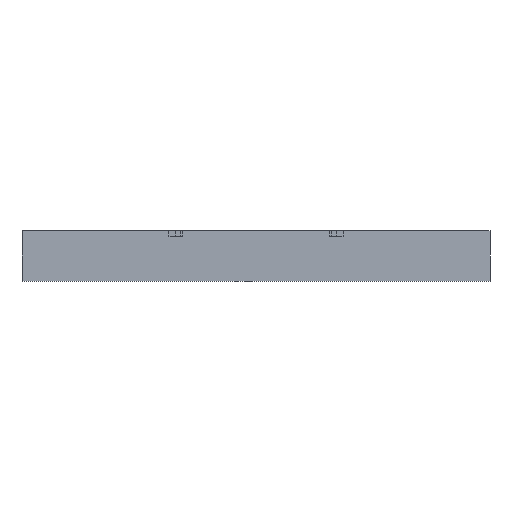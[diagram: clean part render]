
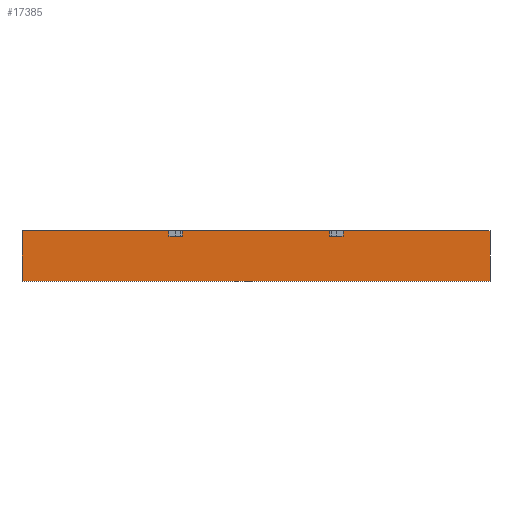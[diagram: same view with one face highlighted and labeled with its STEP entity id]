
A CAD part, front view. The second image highlights one B-rep face of the part: STEP entity #17385.
In plain terms, the highlighted planar face has unit normal (0, -1, 0).
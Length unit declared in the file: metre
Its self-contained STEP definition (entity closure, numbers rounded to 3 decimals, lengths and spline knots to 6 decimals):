
#2196=ORIENTED_EDGE('',*,*,#6638,.F.);
#2197=ORIENTED_EDGE('',*,*,#6639,.F.);
#2198=ORIENTED_EDGE('',*,*,#6640,.T.);
#2199=ORIENTED_EDGE('',*,*,#6190,.F.);
#2200=ORIENTED_EDGE('',*,*,#6641,.F.);
#2201=ORIENTED_EDGE('',*,*,#6642,.F.);
#2202=ORIENTED_EDGE('',*,*,#6643,.T.);
#2203=ORIENTED_EDGE('',*,*,#6181,.F.);
#2204=ORIENTED_EDGE('',*,*,#6644,.T.);
#2205=ORIENTED_EDGE('',*,*,#6645,.T.);
#2206=ORIENTED_EDGE('',*,*,#6646,.F.);
#2207=ORIENTED_EDGE('',*,*,#6177,.F.);
#6177=EDGE_CURVE('',#8395,#8396,#10201,.T.);
#6181=EDGE_CURVE('',#8399,#8400,#10205,.T.);
#6190=EDGE_CURVE('',#8405,#8406,#10214,.T.);
#6638=EDGE_CURVE('',#8758,#8395,#10658,.T.);
#6639=EDGE_CURVE('',#8759,#8758,#10659,.T.);
#6640=EDGE_CURVE('',#8759,#8406,#10660,.T.);
#6641=EDGE_CURVE('',#8760,#8405,#10661,.T.);
#6642=EDGE_CURVE('',#8761,#8760,#10662,.T.);
#6643=EDGE_CURVE('',#8761,#8400,#10663,.T.);
#6644=EDGE_CURVE('',#8399,#8762,#10664,.T.);
#6645=EDGE_CURVE('',#8762,#8763,#10665,.T.);
#6646=EDGE_CURVE('',#8396,#8763,#10666,.T.);
#8395=VERTEX_POINT('',#26269);
#8396=VERTEX_POINT('',#26271);
#8399=VERTEX_POINT('',#26277);
#8400=VERTEX_POINT('',#26279);
#8405=VERTEX_POINT('',#26292);
#8406=VERTEX_POINT('',#26294);
#8758=VERTEX_POINT('',#27095);
#8759=VERTEX_POINT('',#27097);
#8760=VERTEX_POINT('',#27100);
#8761=VERTEX_POINT('',#27102);
#8762=VERTEX_POINT('',#27105);
#8763=VERTEX_POINT('',#27107);
#10201=LINE('',#26270,#12601);
#10205=LINE('',#26278,#12605);
#10214=LINE('',#26293,#12614);
#10658=LINE('',#27094,#13058);
#10659=LINE('',#27096,#13059);
#10660=LINE('',#27098,#13060);
#10661=LINE('',#27099,#13061);
#10662=LINE('',#27101,#13062);
#10663=LINE('',#27103,#13063);
#10664=LINE('',#27104,#13064);
#10665=LINE('',#27106,#13065);
#10666=LINE('',#27108,#13066);
#12601=VECTOR('',#21062,1.);
#12605=VECTOR('',#21066,1.);
#12614=VECTOR('',#21075,1.);
#13058=VECTOR('',#21529,1.);
#13059=VECTOR('',#21530,1.);
#13060=VECTOR('',#21531,1.);
#13061=VECTOR('',#21532,1.);
#13062=VECTOR('',#21533,1.);
#13063=VECTOR('',#21534,1.);
#13064=VECTOR('',#21535,1.);
#13065=VECTOR('',#21536,1.);
#13066=VECTOR('',#21537,1.);
#14203=EDGE_LOOP('',(#2196,#2197,#2198,#2199,#2200,#2201,#2202,#2203,#2204,
#2205,#2206,#2207));
#15393=FACE_BOUND('',#14203,.T.);
#16397=PLANE('',#18398);
#17385=ADVANCED_FACE('',(#15393),#16397,.F.);
#18398=AXIS2_PLACEMENT_3D('',#27093,#21527,#21528);
#21062=DIRECTION('',(1.,0.,0.));
#21066=DIRECTION('',(1.,0.,0.));
#21075=DIRECTION('',(1.,0.,0.));
#21527=DIRECTION('',(0.,1.,0.));
#21528=DIRECTION('',(0.,0.,1.));
#21529=DIRECTION('',(0.,0.,1.));
#21530=DIRECTION('',(1.,0.,0.));
#21531=DIRECTION('',(0.,0.,1.));
#21532=DIRECTION('',(0.,0.,1.));
#21533=DIRECTION('',(1.,0.,0.));
#21534=DIRECTION('',(0.,0.,1.));
#21535=DIRECTION('',(0.,0.,-1.));
#21536=DIRECTION('',(1.,0.,0.));
#21537=DIRECTION('',(0.,0.,-1.));
#26269=CARTESIAN_POINT('',(1.801284,-0.113842,0.0182));
#26270=CARTESIAN_POINT('',(1.768934,-0.113842,0.0182));
#26271=CARTESIAN_POINT('',(1.855934,-0.113842,0.0182));
#26277=CARTESIAN_POINT('',(1.681934,-0.113842,0.0182));
#26278=CARTESIAN_POINT('',(1.768934,-0.113842,0.0182));
#26279=CARTESIAN_POINT('',(1.736584,-0.113842,0.0182));
#26292=CARTESIAN_POINT('',(1.741584,-0.113842,0.0182));
#26293=CARTESIAN_POINT('',(1.768934,-0.113842,0.0182));
#26294=CARTESIAN_POINT('',(1.796284,-0.113842,0.0182));
#27093=CARTESIAN_POINT('',(1.768934,-0.113842,0.0182));
#27094=CARTESIAN_POINT('',(1.801284,-0.113842,0.0182));
#27095=CARTESIAN_POINT('',(1.801284,-0.113842,0.0162));
#27096=CARTESIAN_POINT('',(1.768934,-0.113842,0.0162));
#27097=CARTESIAN_POINT('',(1.796284,-0.113842,0.0162));
#27098=CARTESIAN_POINT('',(1.796284,-0.113842,0.0182));
#27099=CARTESIAN_POINT('',(1.741584,-0.113842,0.0182));
#27100=CARTESIAN_POINT('',(1.741584,-0.113842,0.0162));
#27101=CARTESIAN_POINT('',(1.768934,-0.113842,0.0162));
#27102=CARTESIAN_POINT('',(1.736584,-0.113842,0.0162));
#27103=CARTESIAN_POINT('',(1.736584,-0.113842,0.0182));
#27104=CARTESIAN_POINT('',(1.681934,-0.113842,0.0182));
#27105=CARTESIAN_POINT('',(1.681934,-0.113842,-0.0006));
#27106=CARTESIAN_POINT('',(1.768934,-0.113842,-0.0006));
#27107=CARTESIAN_POINT('',(1.855934,-0.113842,-0.0006));
#27108=CARTESIAN_POINT('',(1.855934,-0.113842,0.0182));
